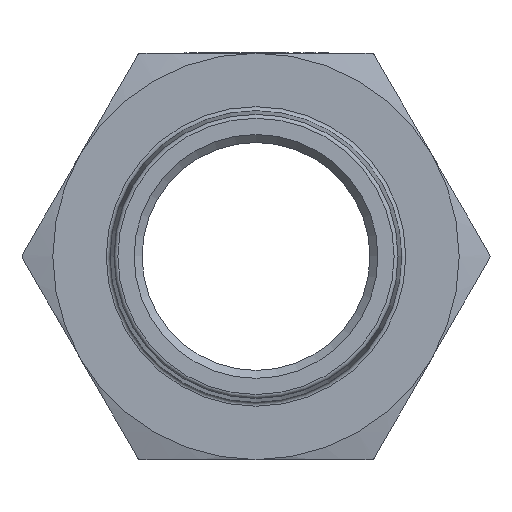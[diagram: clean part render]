
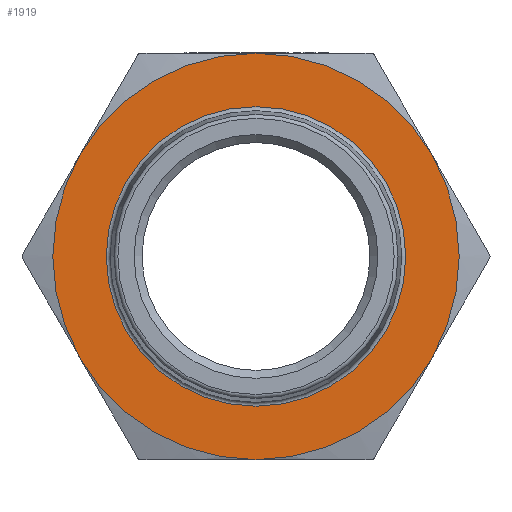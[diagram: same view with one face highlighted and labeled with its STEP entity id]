
A CAD part, left-side view. The second image highlights one B-rep face of the part: STEP entity #1919.
In plain terms, the highlighted planar face has unit normal (-1, 0, 0).
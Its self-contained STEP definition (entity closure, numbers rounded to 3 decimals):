
#734 = AXIS2_PLACEMENT_3D ( 'NONE', #10935, #10783, #10547 ) ;
#1919 = ADVANCED_FACE ( 'NONE', ( #3730, #3811 ), #12032, .F. ) ;
#2249 = AXIS2_PLACEMENT_3D ( 'NONE', #5916, #5753, #5725 ) ;
#2293 = AXIS2_PLACEMENT_3D ( 'NONE', #14792, #14796, #14798 ) ;
#2418 = ORIENTED_EDGE ( 'NONE', *, *, #14552, .T. ) ;
#3083 = DIRECTION ( 'NONE',  ( 0., 0., -1. ) ) ;
#3085 = DIRECTION ( 'NONE',  ( -1., 0., 0. ) ) ;
#3086 = CARTESIAN_POINT ( 'NONE',  ( -6., 0., 0. ) ) ;
#3329 = CARTESIAN_POINT ( 'NONE',  ( -6., -19.919, 11.5 ) ) ;
#3409 = CARTESIAN_POINT ( 'NONE',  ( -6., -19.919, -11.5 ) ) ;
#3576 = CARTESIAN_POINT ( 'NONE',  ( -6., 19.919, -11.5 ) ) ;
#3584 = CARTESIAN_POINT ( 'NONE',  ( -6., 0., -23. ) ) ;
#3616 = CARTESIAN_POINT ( 'NONE',  ( -6., 19.919, 11.5 ) ) ;
#3730 = FACE_OUTER_BOUND ( 'NONE', #4493, .T. ) ;
#3811 = FACE_BOUND ( 'NONE', #4294, .T. ) ;
#4294 = EDGE_LOOP ( 'NONE', ( #13676 ) ) ;
#4420 = CIRCLE ( 'NONE', #4918, 16.95 ) ;
#4448 = VERTEX_POINT ( 'NONE', #3616 ) ;
#4467 = VERTEX_POINT ( 'NONE', #3409 ) ;
#4476 = VERTEX_POINT ( 'NONE', #3584 ) ;
#4493 = EDGE_LOOP ( 'NONE', ( #13451, #11423, #11729, #2418, #11351, #11526 ) ) ;
#4609 = VERTEX_POINT ( 'NONE', #3576 ) ;
#4634 = VERTEX_POINT ( 'NONE', #3329 ) ;
#4816 = CIRCLE ( 'NONE', #4910, 23. ) ;
#4906 = CIRCLE ( 'NONE', #734, 23. ) ;
#4910 = AXIS2_PLACEMENT_3D ( 'NONE', #9926, #9927, #9929 ) ;
#4918 = AXIS2_PLACEMENT_3D ( 'NONE', #3086, #3085, #3083 ) ;
#5215 = CIRCLE ( 'NONE', #12623, 23. ) ;
#5725 = DIRECTION ( 'NONE',  ( 0., 0., 1. ) ) ;
#5753 = DIRECTION ( 'NONE',  ( -1., 0., 0. ) ) ;
#5916 = CARTESIAN_POINT ( 'NONE',  ( -6., 0., 0. ) ) ;
#6135 = DIRECTION ( 'NONE',  ( 0., 0., 1. ) ) ;
#6141 = DIRECTION ( 'NONE',  ( -1., 0., 0. ) ) ;
#6220 = CARTESIAN_POINT ( 'NONE',  ( -6., 0., 0. ) ) ;
#7721 = CIRCLE ( 'NONE', #2249, 23. ) ;
#7829 = CIRCLE ( 'NONE', #12626, 23. ) ;
#8009 = CIRCLE ( 'NONE', #2293, 23. ) ;
#8665 = AXIS2_PLACEMENT_3D ( 'NONE', #11925, #12612, #12198 ) ;
#9926 = CARTESIAN_POINT ( 'NONE',  ( -6., 0., 0. ) ) ;
#9927 = DIRECTION ( 'NONE',  ( -1., 0., 0. ) ) ;
#9929 = DIRECTION ( 'NONE',  ( 0., 0., 1. ) ) ;
#10547 = DIRECTION ( 'NONE',  ( 0., 0., 1. ) ) ;
#10783 = DIRECTION ( 'NONE',  ( -1., 0., 0. ) ) ;
#10935 = CARTESIAN_POINT ( 'NONE',  ( -6., 0., 0. ) ) ;
#11351 = ORIENTED_EDGE ( 'NONE', *, *, #14309, .T. ) ;
#11423 = ORIENTED_EDGE ( 'NONE', *, *, #14500, .T. ) ;
#11526 = ORIENTED_EDGE ( 'NONE', *, *, #14227, .T. ) ;
#11729 = ORIENTED_EDGE ( 'NONE', *, *, #14427, .T. ) ;
#11925 = CARTESIAN_POINT ( 'NONE',  ( -6., 0., 0. ) ) ;
#12032 = PLANE ( 'NONE',  #8665 ) ;
#12198 = DIRECTION ( 'NONE',  ( 0., 0., -1. ) ) ;
#12612 = DIRECTION ( 'NONE',  ( 1., 0., 0. ) ) ;
#12623 = AXIS2_PLACEMENT_3D ( 'NONE', #12868, #12867, #12865 ) ;
#12626 = AXIS2_PLACEMENT_3D ( 'NONE', #6220, #6141, #6135 ) ;
#12865 = DIRECTION ( 'NONE',  ( 0., 0., 1. ) ) ;
#12867 = DIRECTION ( 'NONE',  ( -1., 0., 0. ) ) ;
#12868 = CARTESIAN_POINT ( 'NONE',  ( -6., 0., 0. ) ) ;
#13076 = CARTESIAN_POINT ( 'NONE',  ( -6., 0., 23. ) ) ;
#13299 = VERTEX_POINT ( 'NONE', #14933 ) ;
#13451 = ORIENTED_EDGE ( 'NONE', *, *, #14586, .T. ) ;
#13477 = VERTEX_POINT ( 'NONE', #13076 ) ;
#13676 = ORIENTED_EDGE ( 'NONE', *, *, #14072, .F. ) ;
#14072 = EDGE_CURVE ( 'NONE', #13299, #13299, #4420, .T. ) ;
#14227 = EDGE_CURVE ( 'NONE', #4609, #4476, #4816, .T. ) ;
#14309 = EDGE_CURVE ( 'NONE', #4448, #4609, #4906, .T. ) ;
#14427 = EDGE_CURVE ( 'NONE', #4634, #13477, #5215, .T. ) ;
#14500 = EDGE_CURVE ( 'NONE', #4467, #4634, #7829, .T. ) ;
#14552 = EDGE_CURVE ( 'NONE', #13477, #4448, #7721, .T. ) ;
#14586 = EDGE_CURVE ( 'NONE', #4476, #4467, #8009, .T. ) ;
#14792 = CARTESIAN_POINT ( 'NONE',  ( -6., 0., 0. ) ) ;
#14796 = DIRECTION ( 'NONE',  ( -1., 0., 0. ) ) ;
#14798 = DIRECTION ( 'NONE',  ( 0., 0., 1. ) ) ;
#14933 = CARTESIAN_POINT ( 'NONE',  ( -6., 0., -16.95 ) ) ;
